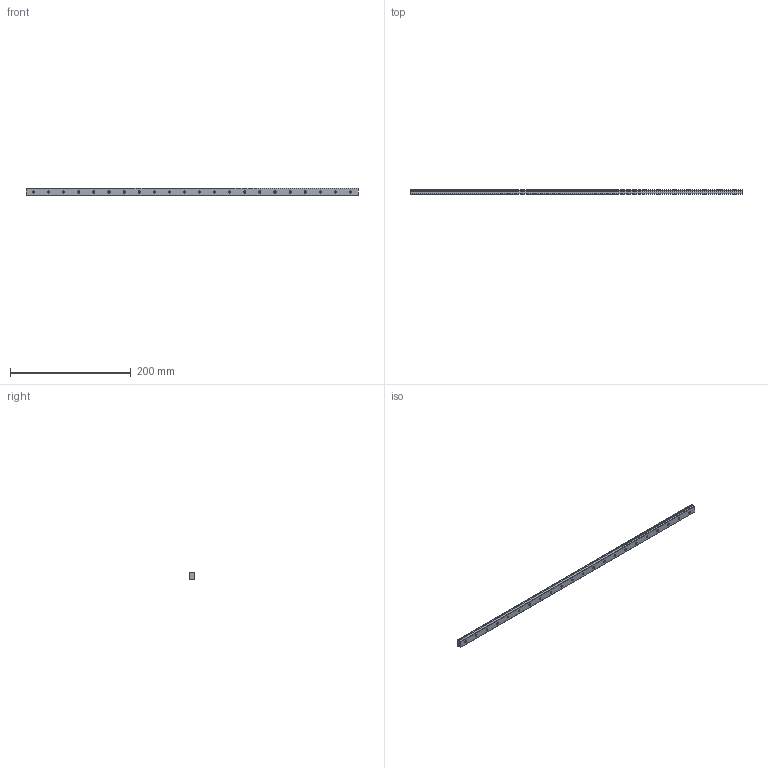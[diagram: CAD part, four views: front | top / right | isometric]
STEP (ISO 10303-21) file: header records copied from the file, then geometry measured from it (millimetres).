
FILE_DESCRIPTION (( 'STEP AP214' ), '1' );
FILE_NAME ('SRS12MSS-550LM_G12-5_0_0_0_0_0_1.STEP', '2021-08-10T11:35:37', ( '' ), ( '' ), 'SwSTEP 2.0', 'SolidWorks 2021', '' );
FILE_SCHEMA (( 'AUTOMOTIVE_DESIGN' ));
Length unit declared in the file: millimetre
Products named in the file (2): _SRS12M55012.5 Track; SRS12MSS-550LM_G12-5_0_0_0_0_0_1
Assembly tree (1 placements, depth 2):
  SRS12MSS-550LM_G12-5_0_0_0_0_0_1
    _SRS12M55012.5 Track
Bounding box: 550 x 7.5 x 12 mm (x, y, z)
Volume: 44638.4 mm3; surface area: 23835.8 mm2
Topology: 1 solids, 1 shells, 129 faces, 315 edges, 210 vertices
Faces by surface type: cylinder 95, plane 34
Entity records: 4053 total; most frequent: DIRECTION 771, CARTESIAN_POINT 658, ORIENTED_EDGE 630, AXIS2_PLACEMENT_3D 323, EDGE_CURVE 315, VERTEX_POINT 210, EDGE_LOOP 195, CIRCLE 190
